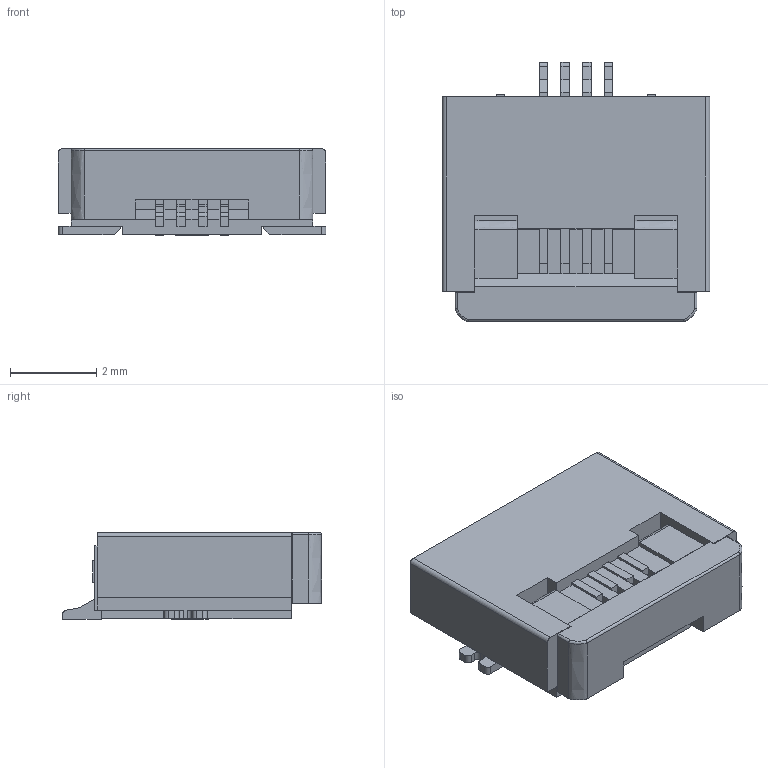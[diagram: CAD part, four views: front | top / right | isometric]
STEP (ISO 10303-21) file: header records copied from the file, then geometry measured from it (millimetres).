
FILE_DESCRIPTION (( 'STEP AP214' ), '1' );
FILE_NAME ('FPC0.5 2H-S-W-4P.STEP', '2016-12-21T04:16:46', ( '' ), ( '' ), 'SwSTEP 2.0', 'SolidWorks 2015', '' );
FILE_SCHEMA (( 'AUTOMOTIVE_DESIGN' ));
Length unit declared in the file: millimetre
Products named in the file (4): FPC0.5 2H-S-W-4P; LOGOԲ0.25; FPC0.5 2H-W 竘褐
Assembly tree (6 placements, depth 2):
  FPC0.5 2H-S-W-4P
    FPC0.5 2H-W 竘褐  x4
    LOGOԲ0.25
    FPC0.5 2H-S-W-4P
Bounding box: 6.2 x 6 x 2.01 mm (x, y, z)
Volume: 51.8 mm3; surface area: 269.8 mm2
Topology: 20 solids, 20 shells, 371 faces, 983 edges, 642 vertices
Faces by surface type: plane 285, cylinder 45, bspline 41
Entity records: 13399 total; most frequent: CARTESIAN_POINT 2636, ORIENTED_EDGE 1588, DIRECTION 1288, EDGE_CURVE 794, LINE 612, VECTOR 612, VERTEX_POINT 516, AXIS2_PLACEMENT_3D 338
